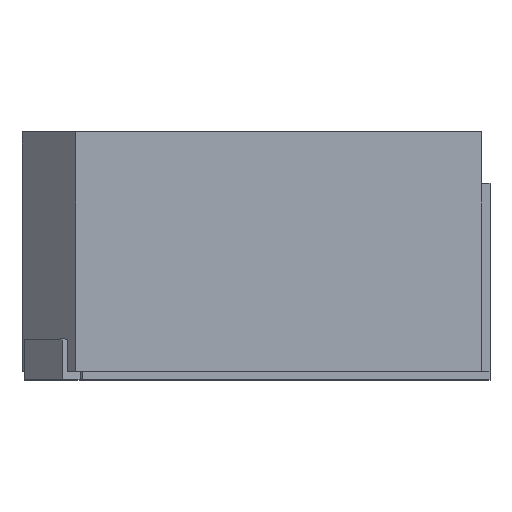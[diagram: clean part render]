
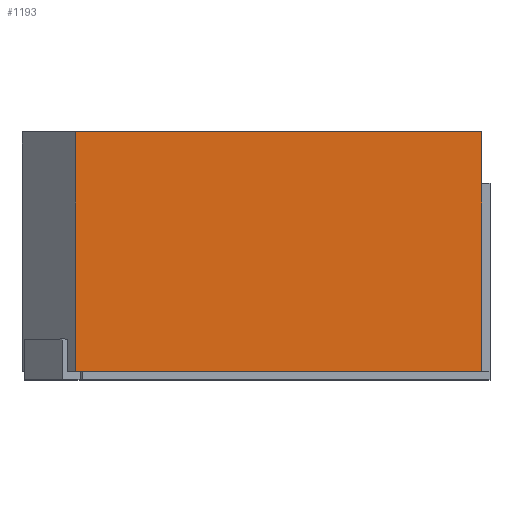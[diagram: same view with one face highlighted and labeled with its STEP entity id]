
A CAD part, top view. The second image highlights one B-rep face of the part: STEP entity #1193.
In plain terms, the highlighted planar face has unit normal (0, 0, 1).
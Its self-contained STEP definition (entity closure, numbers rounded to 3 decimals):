
#99=FACE_OUTER_BOUND('',#149,.T.);
#149=EDGE_LOOP('',(#902,#903,#904,#905));
#191=LINE('',#1506,#305);
#195=LINE('',#2232,#309);
#196=LINE('',#2234,#310);
#197=LINE('',#2235,#311);
#305=VECTOR('',#1298,10.);
#309=VECTOR('',#1312,10.);
#310=VECTOR('',#1313,10.);
#311=VECTOR('',#1314,10.);
#419=VERTEX_POINT('',#1503);
#420=VERTEX_POINT('',#1505);
#498=VERTEX_POINT('',#2231);
#499=VERTEX_POINT('',#2233);
#570=EDGE_CURVE('',#419,#420,#191,.T.);
#649=EDGE_CURVE('',#419,#498,#195,.T.);
#650=EDGE_CURVE('',#498,#499,#196,.T.);
#651=EDGE_CURVE('',#499,#420,#197,.T.);
#902=ORIENTED_EDGE('',*,*,#570,.F.);
#903=ORIENTED_EDGE('',*,*,#649,.T.);
#904=ORIENTED_EDGE('',*,*,#650,.T.);
#905=ORIENTED_EDGE('',*,*,#651,.T.);
#1140=PLANE('',#1252);
#1193=ADVANCED_FACE('',(#99),#1140,.T.);
#1252=AXIS2_PLACEMENT_3D('',#2230,#1310,#1311);
#1298=DIRECTION('',(1.,0.,0.));
#1310=DIRECTION('center_axis',(0.,0.,1.));
#1311=DIRECTION('ref_axis',(1.,0.,0.));
#1312=DIRECTION('',(0.,-1.,0.));
#1313=DIRECTION('',(1.,0.,0.));
#1314=DIRECTION('',(0.,1.,0.));
#1503=CARTESIAN_POINT('',(-2.638,3.73,3.32));
#1505=CARTESIAN_POINT('',(3.402,3.73,3.32));
#1506=CARTESIAN_POINT('',(-2.638,3.73,3.32));
#2230=CARTESIAN_POINT('Origin',(4.006,1.95,3.32));
#2231=CARTESIAN_POINT('',(-2.638,0.17,3.32));
#2232=CARTESIAN_POINT('',(-2.638,3.73,3.32));
#2233=CARTESIAN_POINT('',(3.402,0.17,3.32));
#2234=CARTESIAN_POINT('',(-2.638,0.17,3.32));
#2235=CARTESIAN_POINT('',(3.402,0.17,3.32));
